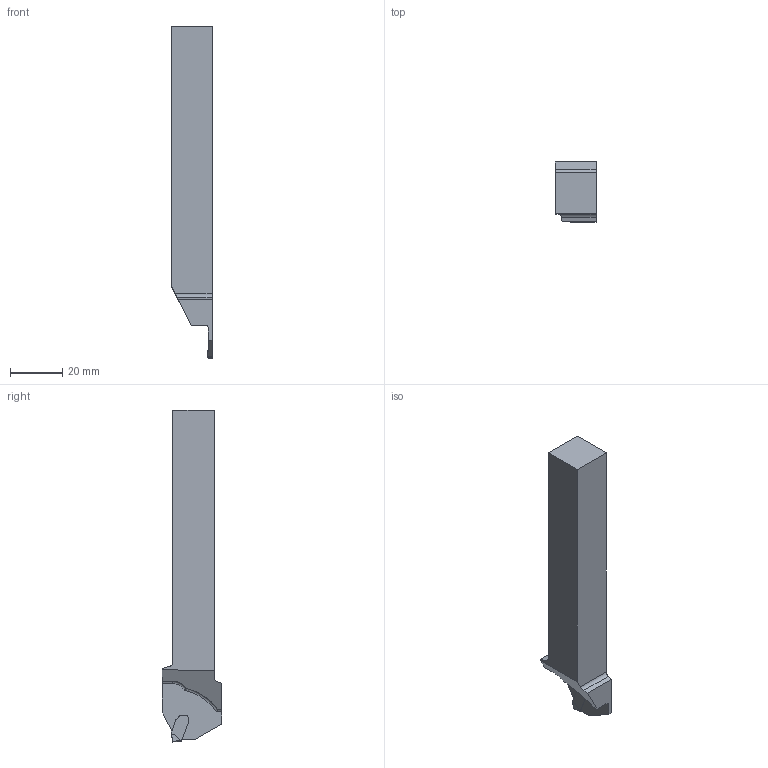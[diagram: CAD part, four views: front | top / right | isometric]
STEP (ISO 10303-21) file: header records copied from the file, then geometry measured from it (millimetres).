
FILE_DESCRIPTION(/* description */ (''),/* implementation_level */ '2;1');
FILE_NAME(/* name */ 'toolassembly_1.stp',/* time_stamp */ '2019-12-23T11:05:23+01:00',/* author */ (''),/* organization */ ('SMS'),/* preprocessor_version */ 'ST-DEVELOPER v16.7',/* originating_system */ 'SIEMENS PLM Software NX 12.0',/* authorisation */ '');
FILE_SCHEMA (('AUTOMOTIVE_DESIGN { 1 0 10303 214 3 1 1 1 }'));
Length unit declared in the file: millimetre
Products named in the file (4): ASSEMBLY_CONSTRUCTION; CUT_20191223110456; NOCUT_20191223110422; TOOLASSEMBLY_1
Assembly tree (3 placements, depth 2):
  TOOLASSEMBLY_1
    NOCUT_20191223110422
    CUT_20191223110456
    ASSEMBLY_CONSTRUCTION
Bounding box: 15.89 x 22.95 x 127 mm (x, y, z)
Volume: 27600.2 mm3; surface area: 8332.7 mm2
Topology: 2 solids, 2 shells, 89 faces, 259 edges, 190 vertices
Faces by surface type: plane 41, cylinder 33, extrusion 9, torus 4, bspline 2
Entity records: 3629 total; most frequent: CARTESIAN_POINT 1043, DIRECTION 503, ORIENTED_EDGE 500, EDGE_CURVE 250, AXIS2_PLACEMENT_3D 173, VERTEX_POINT 165, VECTOR 157, LINE 148
